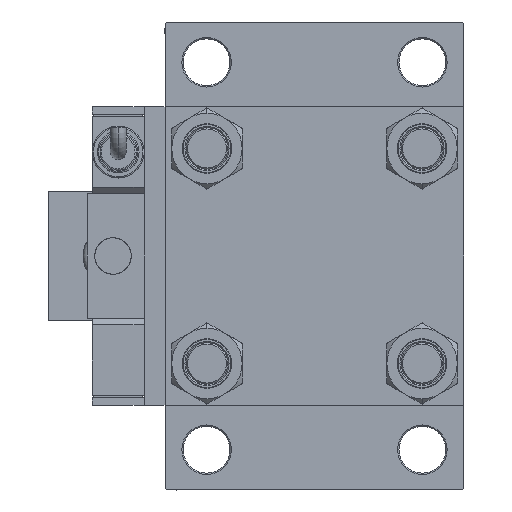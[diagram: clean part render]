
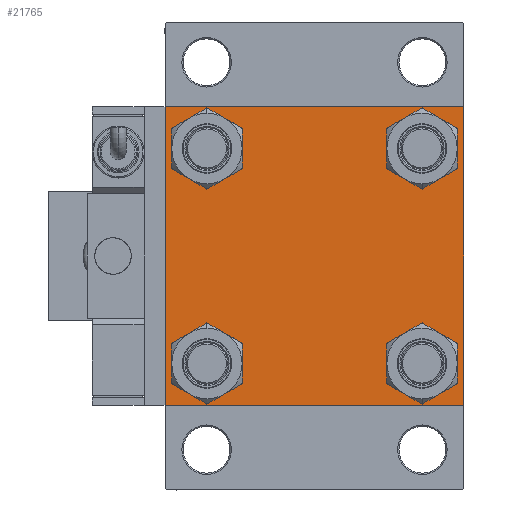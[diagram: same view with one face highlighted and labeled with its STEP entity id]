
A CAD part, left-side view. The second image highlights one B-rep face of the part: STEP entity #21765.
In plain terms, the highlighted planar face has unit normal (-1, 0, 0).
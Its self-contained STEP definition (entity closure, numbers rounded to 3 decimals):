
#684 = CARTESIAN_POINT ( 'NONE',  ( 0., -41.35, -49.85 ) ) ;
#701 = DIRECTION ( 'NONE',  ( 0., 0., -1. ) ) ;
#1088 = CARTESIAN_POINT ( 'NONE',  ( 0., 57.5, -57.5 ) ) ;
#1232 = LINE ( 'NONE', #13377, #6997 ) ;
#1913 = CARTESIAN_POINT ( 'NONE',  ( 0., 41.35, -49.85 ) ) ;
#2389 = CARTESIAN_POINT ( 'NONE',  ( 0., -57., 57.5 ) ) ;
#2654 = CIRCLE ( 'NONE', #15564, 8.5 ) ;
#3052 = PLANE ( 'NONE',  #14872 ) ;
#3268 = AXIS2_PLACEMENT_3D ( 'NONE', #5107, #34551, #13755 ) ;
#3401 = CARTESIAN_POINT ( 'NONE',  ( 0., -41.35, 49.85 ) ) ;
#3633 = DIRECTION ( 'NONE',  ( 0., 0., 1. ) ) ;
#3797 = CARTESIAN_POINT ( 'NONE',  ( 0., -57.5, 57. ) ) ;
#3998 = EDGE_CURVE ( 'NONE', #33058, #6198, #33242, .T. ) ;
#4579 = VECTOR ( 'NONE', #46178, 1000. ) ;
#4874 = DIRECTION ( 'NONE',  ( 1., 0., 0. ) ) ;
#5107 = CARTESIAN_POINT ( 'NONE',  ( 0., 41.35, 41.35 ) ) ;
#5246 = DIRECTION ( 'NONE',  ( 1., 0., 0. ) ) ;
#5331 = AXIS2_PLACEMENT_3D ( 'NONE', #42028, #50395, #8542 ) ;
#5363 = CARTESIAN_POINT ( 'NONE',  ( 0., 41.35, 32.85 ) ) ;
#5804 = EDGE_CURVE ( 'NONE', #19076, #29697, #18668, .T. ) ;
#6198 = VERTEX_POINT ( 'NONE', #23290 ) ;
#6218 = CIRCLE ( 'NONE', #5331, 8.5 ) ;
#6997 = VECTOR ( 'NONE', #701, 1000. ) ;
#7443 = VERTEX_POINT ( 'NONE', #31940 ) ;
#7604 = VERTEX_POINT ( 'NONE', #22455 ) ;
#7818 = LINE ( 'NONE', #28355, #9406 ) ;
#8542 = DIRECTION ( 'NONE',  ( 0., 0., 1. ) ) ;
#8829 = EDGE_CURVE ( 'NONE', #29697, #19076, #18775, .T. ) ;
#9406 = VECTOR ( 'NONE', #39978, 1000. ) ;
#10367 = DIRECTION ( 'NONE',  ( -1., 0., 0. ) ) ;
#10675 = ORIENTED_EDGE ( 'NONE', *, *, #11010, .T. ) ;
#11010 = EDGE_CURVE ( 'NONE', #23569, #49211, #37860, .T. ) ;
#11707 = EDGE_CURVE ( 'NONE', #17193, #7604, #23214, .T. ) ;
#12021 = CARTESIAN_POINT ( 'NONE',  ( 0., 57., 57.5 ) ) ;
#12047 = ORIENTED_EDGE ( 'NONE', *, *, #37813, .T. ) ;
#12160 = VERTEX_POINT ( 'NONE', #12021 ) ;
#12781 = DIRECTION ( 'NONE',  ( 0., -0.707, -0.707 ) ) ;
#12810 = EDGE_CURVE ( 'NONE', #34311, #33058, #24959, .T. ) ;
#13366 = DIRECTION ( 'NONE',  ( 1., 0., 0. ) ) ;
#13377 = CARTESIAN_POINT ( 'NONE',  ( 0., 57.5, 57.5 ) ) ;
#13755 = DIRECTION ( 'NONE',  ( 0., 0., 1. ) ) ;
#14872 = AXIS2_PLACEMENT_3D ( 'NONE', #19527, #10367, #23849 ) ;
#15118 = EDGE_CURVE ( 'NONE', #50725, #29532, #2654, .T. ) ;
#15564 = AXIS2_PLACEMENT_3D ( 'NONE', #28478, #41155, #3633 ) ;
#15626 = CARTESIAN_POINT ( 'NONE',  ( 0., 41.35, 49.85 ) ) ;
#15900 = CARTESIAN_POINT ( 'NONE',  ( 0., 57., -57.5 ) ) ;
#16248 = VERTEX_POINT ( 'NONE', #31904 ) ;
#16381 = ORIENTED_EDGE ( 'NONE', *, *, #11707, .F. ) ;
#16924 = ORIENTED_EDGE ( 'NONE', *, *, #15118, .T. ) ;
#17193 = VERTEX_POINT ( 'NONE', #3797 ) ;
#17300 = CARTESIAN_POINT ( 'NONE',  ( 0., -41.35, -41.35 ) ) ;
#17599 = LINE ( 'NONE', #34084, #17819 ) ;
#17819 = VECTOR ( 'NONE', #50540, 1000. ) ;
#18050 = LINE ( 'NONE', #42892, #19736 ) ;
#18668 = CIRCLE ( 'NONE', #41074, 8.5 ) ;
#18775 = CIRCLE ( 'NONE', #3268, 8.5 ) ;
#19076 = VERTEX_POINT ( 'NONE', #15626 ) ;
#19294 = DIRECTION ( 'NONE',  ( 1., 0., 0. ) ) ;
#19522 = EDGE_CURVE ( 'NONE', #16248, #34311, #1232, .T. ) ;
#19527 = CARTESIAN_POINT ( 'NONE',  ( 0., 0., 0. ) ) ;
#19736 = VECTOR ( 'NONE', #33999, 1000. ) ;
#21290 = ORIENTED_EDGE ( 'NONE', *, *, #24426, .T. ) ;
#21765 = ADVANCED_FACE ( 'NONE', ( #35731, #31699, #44102, #23584, #40045 ), #3052, .T. ) ;
#22455 = CARTESIAN_POINT ( 'NONE',  ( 0., -57.5, -57. ) ) ;
#22568 = ORIENTED_EDGE ( 'NONE', *, *, #5804, .T. ) ;
#23214 = LINE ( 'NONE', #24267, #46494 ) ;
#23290 = CARTESIAN_POINT ( 'NONE',  ( 0., -57., -57.5 ) ) ;
#23338 = ORIENTED_EDGE ( 'NONE', *, *, #42432, .F. ) ;
#23569 = VERTEX_POINT ( 'NONE', #3401 ) ;
#23584 = FACE_BOUND ( 'NONE', #33704, .T. ) ;
#23849 = DIRECTION ( 'NONE',  ( 0., 0., 1. ) ) ;
#24267 = CARTESIAN_POINT ( 'NONE',  ( 0., -57.5, 57.5 ) ) ;
#24426 = EDGE_CURVE ( 'NONE', #7443, #46997, #28780, .T. ) ;
#24959 = LINE ( 'NONE', #46002, #50857 ) ;
#25004 = DIRECTION ( 'NONE',  ( 0., 0., 1. ) ) ;
#25513 = ORIENTED_EDGE ( 'NONE', *, *, #39406, .T. ) ;
#25712 = EDGE_LOOP ( 'NONE', ( #40353, #16924 ) ) ;
#26842 = CARTESIAN_POINT ( 'NONE',  ( 0., 57.5, -57. ) ) ;
#27270 = VECTOR ( 'NONE', #36184, 1000. ) ;
#27893 = AXIS2_PLACEMENT_3D ( 'NONE', #48010, #48803, #45766 ) ;
#28072 = AXIS2_PLACEMENT_3D ( 'NONE', #47368, #5246, #42788 ) ;
#28355 = CARTESIAN_POINT ( 'NONE',  ( 0., 57.25, 57.25 ) ) ;
#28478 = CARTESIAN_POINT ( 'NONE',  ( 0., -41.35, -41.35 ) ) ;
#28780 = CIRCLE ( 'NONE', #27893, 8.5 ) ;
#29532 = VERTEX_POINT ( 'NONE', #48587 ) ;
#29538 = ORIENTED_EDGE ( 'NONE', *, *, #29915, .T. ) ;
#29697 = VERTEX_POINT ( 'NONE', #5363 ) ;
#29915 = EDGE_CURVE ( 'NONE', #46997, #7443, #6218, .T. ) ;
#29929 = ORIENTED_EDGE ( 'NONE', *, *, #8829, .T. ) ;
#31699 = FACE_BOUND ( 'NONE', #25712, .T. ) ;
#31904 = CARTESIAN_POINT ( 'NONE',  ( 0., 57.5, 57. ) ) ;
#31940 = CARTESIAN_POINT ( 'NONE',  ( 0., 41.35, -32.85 ) ) ;
#32250 = CARTESIAN_POINT ( 'NONE',  ( 0., 41.35, 41.35 ) ) ;
#32656 = ORIENTED_EDGE ( 'NONE', *, *, #3998, .T. ) ;
#32917 = ORIENTED_EDGE ( 'NONE', *, *, #12810, .T. ) ;
#33058 = VERTEX_POINT ( 'NONE', #15900 ) ;
#33242 = LINE ( 'NONE', #1088, #4579 ) ;
#33704 = EDGE_LOOP ( 'NONE', ( #22568, #29929 ) ) ;
#33745 = ORIENTED_EDGE ( 'NONE', *, *, #47305, .T. ) ;
#33999 = DIRECTION ( 'NONE',  ( 0., -0.707, 0.707 ) ) ;
#34084 = CARTESIAN_POINT ( 'NONE',  ( 0., 57.5, 57.5 ) ) ;
#34311 = VERTEX_POINT ( 'NONE', #26842 ) ;
#34551 = DIRECTION ( 'NONE',  ( 1., 0., 0. ) ) ;
#34722 = EDGE_LOOP ( 'NONE', ( #42752, #32917, #32656, #33745, #16381, #25513, #23338, #49292 ) ) ;
#35557 = DIRECTION ( 'NONE',  ( 0., 0., 1. ) ) ;
#35731 = FACE_BOUND ( 'NONE', #43152, .T. ) ;
#36184 = DIRECTION ( 'NONE',  ( 0., 0.707, 0.707 ) ) ;
#37159 = AXIS2_PLACEMENT_3D ( 'NONE', #17300, #4874, #35557 ) ;
#37561 = CIRCLE ( 'NONE', #28072, 8.5 ) ;
#37813 = EDGE_CURVE ( 'NONE', #49211, #23569, #37561, .T. ) ;
#37860 = CIRCLE ( 'NONE', #52484, 8.5 ) ;
#38782 = CIRCLE ( 'NONE', #37159, 8.5 ) ;
#39406 = EDGE_CURVE ( 'NONE', #17193, #48547, #45078, .T. ) ;
#39978 = DIRECTION ( 'NONE',  ( 0., 0.707, -0.707 ) ) ;
#40045 = FACE_OUTER_BOUND ( 'NONE', #34722, .T. ) ;
#40224 = CARTESIAN_POINT ( 'NONE',  ( 0., -57.25, 57.25 ) ) ;
#40353 = ORIENTED_EDGE ( 'NONE', *, *, #52316, .T. ) ;
#41074 = AXIS2_PLACEMENT_3D ( 'NONE', #32250, #19294, #52223 ) ;
#41155 = DIRECTION ( 'NONE',  ( 1., 0., 0. ) ) ;
#42028 = CARTESIAN_POINT ( 'NONE',  ( 0., 41.35, -41.35 ) ) ;
#42432 = EDGE_CURVE ( 'NONE', #12160, #48547, #17599, .T. ) ;
#42752 = ORIENTED_EDGE ( 'NONE', *, *, #19522, .T. ) ;
#42788 = DIRECTION ( 'NONE',  ( 0., 0., 1. ) ) ;
#42892 = CARTESIAN_POINT ( 'NONE',  ( 0., -57.25, -57.25 ) ) ;
#43152 = EDGE_LOOP ( 'NONE', ( #10675, #12047 ) ) ;
#43993 = DIRECTION ( 'NONE',  ( 0., 0., -1. ) ) ;
#44102 = FACE_BOUND ( 'NONE', #47922, .T. ) ;
#45078 = LINE ( 'NONE', #40224, #27270 ) ;
#45766 = DIRECTION ( 'NONE',  ( 0., 0., 1. ) ) ;
#46002 = CARTESIAN_POINT ( 'NONE',  ( 0., 57.25, -57.25 ) ) ;
#46178 = DIRECTION ( 'NONE',  ( 0., -1., 0. ) ) ;
#46494 = VECTOR ( 'NONE', #43993, 1000. ) ;
#46997 = VERTEX_POINT ( 'NONE', #1913 ) ;
#47305 = EDGE_CURVE ( 'NONE', #6198, #7604, #18050, .T. ) ;
#47368 = CARTESIAN_POINT ( 'NONE',  ( 0., -41.35, 41.35 ) ) ;
#47922 = EDGE_LOOP ( 'NONE', ( #21290, #29538 ) ) ;
#48010 = CARTESIAN_POINT ( 'NONE',  ( 0., 41.35, -41.35 ) ) ;
#48259 = EDGE_CURVE ( 'NONE', #12160, #16248, #7818, .T. ) ;
#48547 = VERTEX_POINT ( 'NONE', #2389 ) ;
#48587 = CARTESIAN_POINT ( 'NONE',  ( 0., -41.35, -32.85 ) ) ;
#48803 = DIRECTION ( 'NONE',  ( 1., 0., 0. ) ) ;
#49211 = VERTEX_POINT ( 'NONE', #52652 ) ;
#49292 = ORIENTED_EDGE ( 'NONE', *, *, #48259, .T. ) ;
#50357 = CARTESIAN_POINT ( 'NONE',  ( 0., -41.35, 41.35 ) ) ;
#50395 = DIRECTION ( 'NONE',  ( 1., 0., 0. ) ) ;
#50540 = DIRECTION ( 'NONE',  ( 0., -1., 0. ) ) ;
#50725 = VERTEX_POINT ( 'NONE', #684 ) ;
#50857 = VECTOR ( 'NONE', #12781, 1000. ) ;
#52223 = DIRECTION ( 'NONE',  ( 0., 0., 1. ) ) ;
#52316 = EDGE_CURVE ( 'NONE', #29532, #50725, #38782, .T. ) ;
#52484 = AXIS2_PLACEMENT_3D ( 'NONE', #50357, #13366, #25004 ) ;
#52652 = CARTESIAN_POINT ( 'NONE',  ( 0., -41.35, 32.85 ) ) ;
